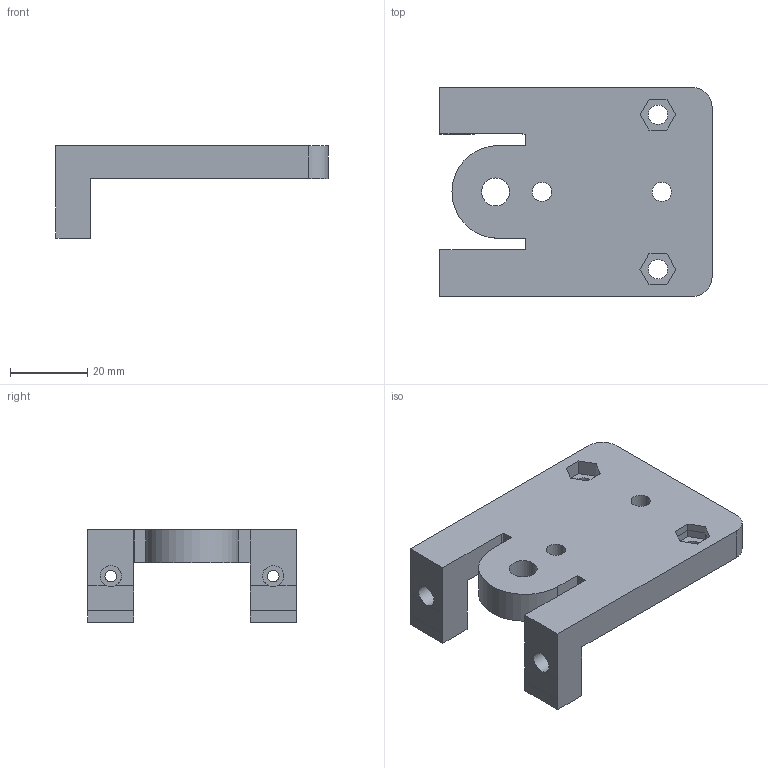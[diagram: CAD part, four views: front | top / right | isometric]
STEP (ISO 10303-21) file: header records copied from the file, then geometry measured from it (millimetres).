
FILE_DESCRIPTION(/* description */ (''),/* implementation_level */ '2;1');
FILE_NAME(/* name */ 'Y cart belt.step',/* time_stamp */ '2023-06-27T16:03:59-05:00',/* author */ (''),/* organization */ (''),/* preprocessor_version */ 'ST-DEVELOPER v19.2',/* originating_system */ 'Autodesk Translation Framework v12.6.0.85',/* authorisation */ '');
FILE_SCHEMA (('AUTOMOTIVE_DESIGN { 1 0 10303 214 3 1 1 }'));
Length unit declared in the file: millimetre
Products named in the file (1): Candy Claw 3D render
Bounding box: 70.38 x 54 x 23.94 mm (x, y, z)
Volume: 31364.3 mm3; surface area: 11932.3 mm2
Topology: 1 solids, 1 shells, 193 faces, 565 edges, 377 vertices
Faces by surface type: plane 125, cylinder 63, cone 3, bspline 2
Full cylindrical faces by diameter (mm): 3 x4, 5 x5, 5.5 x2, 7.245 x1
Entity records: 6490 total; most frequent: CARTESIAN_POINT 1201, ORIENTED_EDGE 1130, DIRECTION 1072, EDGE_CURVE 565, LINE 424, VECTOR 424, VERTEX_POINT 377, AXIS2_PLACEMENT_3D 324
